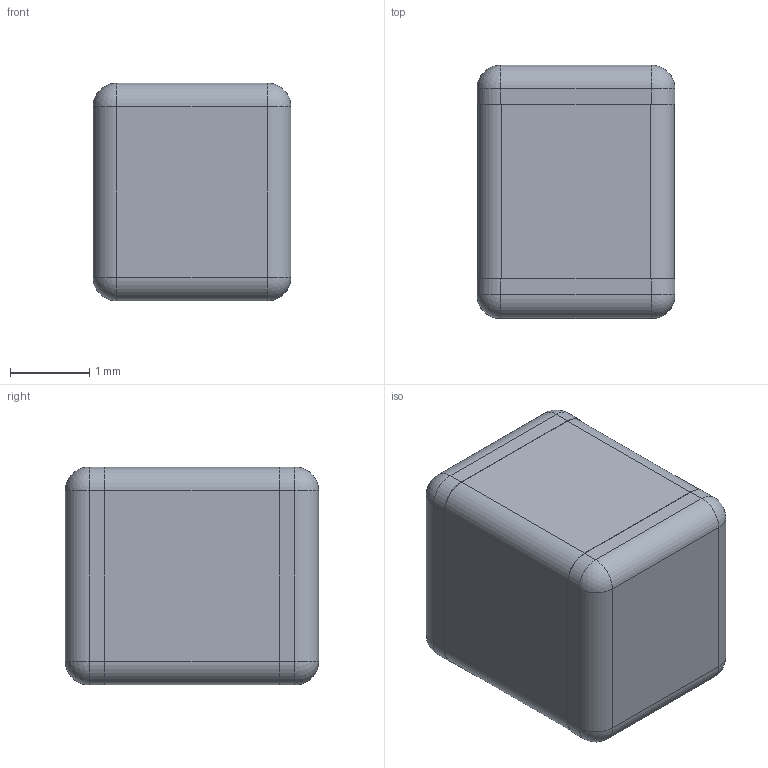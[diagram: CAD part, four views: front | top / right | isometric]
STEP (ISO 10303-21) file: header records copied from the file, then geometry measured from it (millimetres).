
FILE_DESCRIPTION((''),'2;1');
FILE_NAME('CAP_CER_1210_AVX','2010-09-22T',('Birte'),(''),'PRO/ENGINEER BY PARAMETRIC TECHNOLOGY CORPORATION, 2008090','PRO/ENGINEER BY PARAMETRIC TECHNOLOGY CORPORATION, 2008090','');
FILE_SCHEMA(('AUTOMOTIVE_DESIGN_CC2 { 1 2 10303 214 -1 1 5 2 }'));
Length unit declared in the file: millimetre
Products named in the file (1): CAP_CER_1210_AVX
Bounding box: 2.5 x 3.2 x 2.75 mm (x, y, z)
Volume: 21.3 mm3; surface area: 42.9 mm2
Topology: 1 solids, 1 shells, 44 faces, 96 edges, 56 vertices
Faces by surface type: cylinder 20, plane 16, sphere 8
Entity records: 1626 total; most frequent: DIRECTION 226, CARTESIAN_POINT 197, ORIENTED_EDGE 192, PRESENTATION_STYLE_ASSIGNMENT 108, STYLED_ITEM 100, CURVE_STYLE 97, EDGE_CURVE 96, AXIS2_PLACEMENT_3D 85
